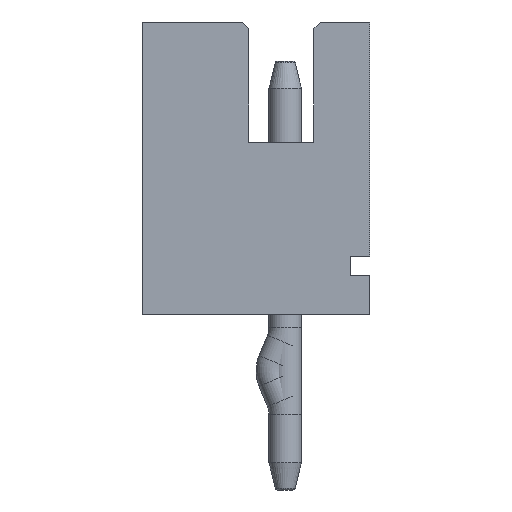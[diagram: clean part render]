
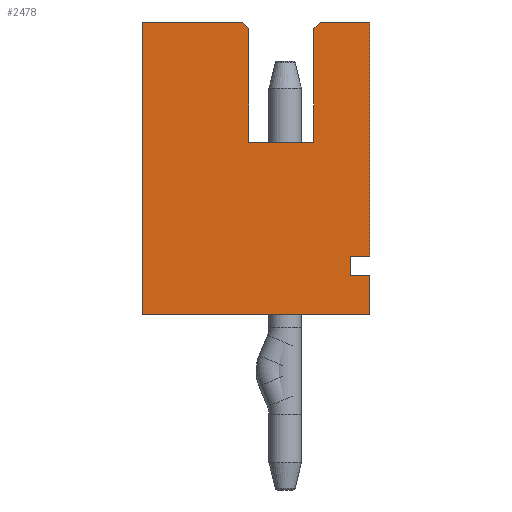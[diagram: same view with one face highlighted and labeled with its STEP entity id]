
A CAD part, left-side view. The second image highlights one B-rep face of the part: STEP entity #2478.
In plain terms, the highlighted planar face has unit normal (-1, 0, 0).
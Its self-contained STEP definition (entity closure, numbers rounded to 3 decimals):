
#153=LINE('',#3598,#457);
#208=LINE('',#3700,#512);
#216=LINE('',#3715,#520);
#250=LINE('',#3793,#554);
#264=LINE('',#3821,#568);
#265=LINE('',#3823,#569);
#266=LINE('',#3825,#570);
#267=LINE('',#3827,#571);
#268=LINE('',#3829,#572);
#269=LINE('',#3831,#573);
#270=LINE('',#3833,#574);
#271=LINE('',#3834,#575);
#272=LINE('',#3836,#576);
#273=LINE('',#3838,#577);
#457=VECTOR('',#2886,1000.);
#512=VECTOR('',#2943,1000.);
#520=VECTOR('',#2953,1000.);
#554=VECTOR('',#3007,1000.);
#568=VECTOR('',#3025,1000.);
#569=VECTOR('',#3026,1000.);
#570=VECTOR('',#3027,1000.);
#571=VECTOR('',#3028,1000.);
#572=VECTOR('',#3029,1000.);
#573=VECTOR('',#3030,1000.);
#574=VECTOR('',#3031,1000.);
#575=VECTOR('',#3032,1000.);
#576=VECTOR('',#3033,1000.);
#577=VECTOR('',#3034,1000.);
#910=ORIENTED_EDGE('',*,*,#1564,.T.);
#911=ORIENTED_EDGE('',*,*,#1565,.T.);
#912=ORIENTED_EDGE('',*,*,#1566,.F.);
#913=ORIENTED_EDGE('',*,*,#1567,.F.);
#914=ORIENTED_EDGE('',*,*,#1568,.F.);
#915=ORIENTED_EDGE('',*,*,#1569,.T.);
#916=ORIENTED_EDGE('',*,*,#1570,.T.);
#917=ORIENTED_EDGE('',*,*,#1500,.T.);
#918=ORIENTED_EDGE('',*,*,#1445,.T.);
#919=ORIENTED_EDGE('',*,*,#1508,.T.);
#920=ORIENTED_EDGE('',*,*,#1571,.T.);
#921=ORIENTED_EDGE('',*,*,#1572,.T.);
#922=ORIENTED_EDGE('',*,*,#1573,.T.);
#923=ORIENTED_EDGE('',*,*,#1550,.T.);
#1445=EDGE_CURVE('',#1784,#1783,#153,.T.);
#1500=EDGE_CURVE('',#1830,#1784,#208,.T.);
#1508=EDGE_CURVE('',#1783,#1835,#216,.T.);
#1550=EDGE_CURVE('',#1870,#1871,#250,.T.);
#1564=EDGE_CURVE('',#1871,#1882,#264,.T.);
#1565=EDGE_CURVE('',#1882,#1883,#265,.T.);
#1566=EDGE_CURVE('',#1884,#1883,#266,.T.);
#1567=EDGE_CURVE('',#1885,#1884,#267,.T.);
#1568=EDGE_CURVE('',#1886,#1885,#268,.T.);
#1569=EDGE_CURVE('',#1886,#1887,#269,.T.);
#1570=EDGE_CURVE('',#1887,#1830,#270,.T.);
#1571=EDGE_CURVE('',#1835,#1888,#271,.T.);
#1572=EDGE_CURVE('',#1888,#1889,#272,.T.);
#1573=EDGE_CURVE('',#1889,#1870,#273,.T.);
#1783=VERTEX_POINT('',#3597);
#1784=VERTEX_POINT('',#3599);
#1830=VERTEX_POINT('',#3701);
#1835=VERTEX_POINT('',#3714);
#1870=VERTEX_POINT('',#3794);
#1871=VERTEX_POINT('',#3795);
#1882=VERTEX_POINT('',#3822);
#1883=VERTEX_POINT('',#3824);
#1884=VERTEX_POINT('',#3826);
#1885=VERTEX_POINT('',#3828);
#1886=VERTEX_POINT('',#3830);
#1887=VERTEX_POINT('',#3832);
#1888=VERTEX_POINT('',#3835);
#1889=VERTEX_POINT('',#3837);
#2030=EDGE_LOOP('',(#910,#911,#912,#913,#914,#915,#916,#917,#918,#919,#920,
#921,#922,#923));
#2208=FACE_BOUND('',#2030,.T.);
#2368=PLANE('',#2666);
#2478=ADVANCED_FACE('',(#2208),#2368,.T.);
#2666=AXIS2_PLACEMENT_3D('',#3820,#3023,#3024);
#2886=DIRECTION('',(0.,-1.,0.));
#2943=DIRECTION('',(0.,0.,-1.));
#2953=DIRECTION('',(0.,0.,1.));
#3007=DIRECTION('',(0.,0.,1.));
#3023=DIRECTION('',(-1.,0.,0.));
#3024=DIRECTION('',(0.,0.,1.));
#3025=DIRECTION('',(0.,1.,0.));
#3026=DIRECTION('',(0.,0.707,-0.707));
#3027=DIRECTION('',(0.,0.,1.));
#3028=DIRECTION('',(0.,-1.,0.));
#3029=DIRECTION('',(0.,0.,-1.));
#3030=DIRECTION('',(0.,0.707,0.707));
#3031=DIRECTION('',(0.,1.,0.));
#3032=DIRECTION('',(0.,1.,0.));
#3033=DIRECTION('',(0.,0.,1.));
#3034=DIRECTION('',(0.,-1.,0.));
#3597=CARTESIAN_POINT('',(-6.75,-1.75,-2.25));
#3598=CARTESIAN_POINT('',(-6.75,1.75,-2.25));
#3599=CARTESIAN_POINT('',(-6.75,1.75,-2.25));
#3700=CARTESIAN_POINT('',(-6.75,1.75,2.25));
#3701=CARTESIAN_POINT('',(-6.75,1.75,2.25));
#3714=CARTESIAN_POINT('',(-6.75,-1.75,-1.65));
#3715=CARTESIAN_POINT('',(-6.75,-1.75,-2.25));
#3793=CARTESIAN_POINT('',(-6.75,-1.75,-2.25));
#3794=CARTESIAN_POINT('',(-6.75,-1.75,-1.35));
#3795=CARTESIAN_POINT('',(-6.75,-1.75,2.25));
#3820=CARTESIAN_POINT('',(-6.75,0.,0.));
#3821=CARTESIAN_POINT('',(-6.75,-1.75,2.25));
#3822=CARTESIAN_POINT('',(-6.75,-0.99,2.25));
#3823=CARTESIAN_POINT('',(-6.75,0.63,0.63));
#3824=CARTESIAN_POINT('',(-6.75,-0.89,2.15));
#3825=CARTESIAN_POINT('',(-6.75,-0.89,0.4));
#3826=CARTESIAN_POINT('',(-6.75,-0.89,0.4));
#3827=CARTESIAN_POINT('',(-6.75,0.11,0.4));
#3828=CARTESIAN_POINT('',(-6.75,0.11,0.4));
#3829=CARTESIAN_POINT('',(-6.75,0.11,2.25));
#3830=CARTESIAN_POINT('',(-6.75,0.11,2.15));
#3831=CARTESIAN_POINT('',(-6.75,-1.02,1.02));
#3832=CARTESIAN_POINT('',(-6.75,0.21,2.25));
#3833=CARTESIAN_POINT('',(-6.75,-1.75,2.25));
#3834=CARTESIAN_POINT('',(-6.75,0.,-1.65));
#3835=CARTESIAN_POINT('',(-6.75,-1.45,-1.65));
#3836=CARTESIAN_POINT('',(-6.75,-1.45,0.));
#3837=CARTESIAN_POINT('',(-6.75,-1.45,-1.35));
#3838=CARTESIAN_POINT('',(-6.75,0.,-1.35));
